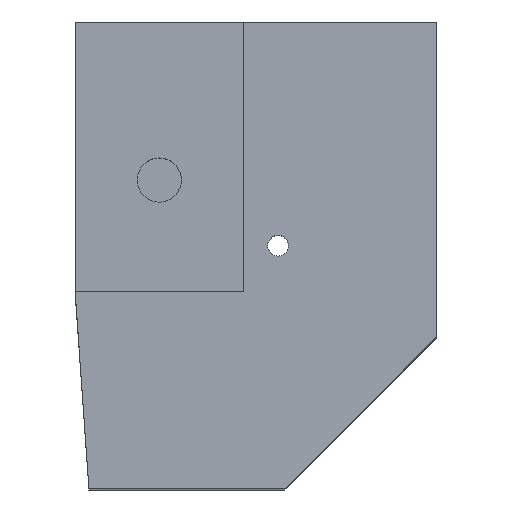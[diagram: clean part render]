
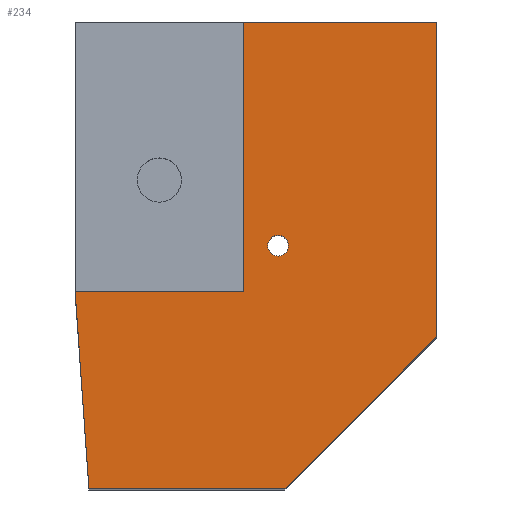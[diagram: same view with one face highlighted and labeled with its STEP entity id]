
A CAD part, top view. The second image highlights one B-rep face of the part: STEP entity #234.
In plain terms, the highlighted planar face has unit normal (0, 0, 1).
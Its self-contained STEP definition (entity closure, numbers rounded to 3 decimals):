
#24 = VERTEX_POINT('',#25);
#25 = CARTESIAN_POINT('',(-11.,0.,47.945));
#40 = VERTEX_POINT('',#41);
#41 = CARTESIAN_POINT('',(0.,11.,47.945));
#47 = EDGE_CURVE('',#24,#40,#48,.T.);
#48 = LINE('',#49,#50);
#49 = CARTESIAN_POINT('',(-11.,0.,47.945));
#50 = VECTOR('',#51,1.);
#51 = DIRECTION('',(0.707,0.707,0.));
#70 = EDGE_CURVE('',#24,#71,#73,.T.);
#71 = VERTEX_POINT('',#72);
#72 = CARTESIAN_POINT('',(-25.2,0.,47.945));
#73 = LINE('',#74,#75);
#74 = CARTESIAN_POINT('',(-23.84,0.,47.945));
#75 = VECTOR('',#76,1.);
#76 = DIRECTION('',(-1.,-0.,-0.));
#184 = VERTEX_POINT('',#185);
#185 = CARTESIAN_POINT('',(0.,33.8,47.945));
#191 = EDGE_CURVE('',#40,#184,#192,.T.);
#192 = LINE('',#193,#194);
#193 = CARTESIAN_POINT('',(0.,11.,47.945));
#194 = VECTOR('',#195,1.);
#195 = DIRECTION('',(0.,1.,0.));
#234 = ADVANCED_FACE('',(#235,#270),#281,.T.);
#235 = FACE_BOUND('',#236,.T.);
#236 = EDGE_LOOP('',(#237,#238,#239,#240,#248,#256,#264));
#237 = ORIENTED_EDGE('',*,*,#70,.F.);
#238 = ORIENTED_EDGE('',*,*,#47,.T.);
#239 = ORIENTED_EDGE('',*,*,#191,.T.);
#240 = ORIENTED_EDGE('',*,*,#241,.T.);
#241 = EDGE_CURVE('',#184,#242,#244,.T.);
#242 = VERTEX_POINT('',#243);
#243 = CARTESIAN_POINT('',(-14.01,33.8,47.945));
#244 = LINE('',#245,#246);
#245 = CARTESIAN_POINT('',(-13.79,33.8,47.945));
#246 = VECTOR('',#247,1.);
#247 = DIRECTION('',(-1.,0.,0.));
#248 = ORIENTED_EDGE('',*,*,#249,.T.);
#249 = EDGE_CURVE('',#242,#250,#252,.T.);
#250 = VERTEX_POINT('',#251);
#251 = CARTESIAN_POINT('',(-14.01,14.265,47.945));
#252 = LINE('',#253,#254);
#253 = CARTESIAN_POINT('',(-14.01,25.942,47.945));
#254 = VECTOR('',#255,1.);
#255 = DIRECTION('',(0.,-1.,0.));
#256 = ORIENTED_EDGE('',*,*,#257,.T.);
#257 = EDGE_CURVE('',#250,#258,#260,.T.);
#258 = VERTEX_POINT('',#259);
#259 = CARTESIAN_POINT('',(-26.2,14.265,47.945));
#260 = LINE('',#261,#262);
#261 = CARTESIAN_POINT('',(-13.873,14.265,47.945));
#262 = VECTOR('',#263,1.);
#263 = DIRECTION('',(-1.,0.,0.));
#264 = ORIENTED_EDGE('',*,*,#265,.T.);
#265 = EDGE_CURVE('',#258,#71,#266,.T.);
#266 = LINE('',#267,#268);
#267 = CARTESIAN_POINT('',(-26.2,14.265,47.945));
#268 = VECTOR('',#269,1.);
#269 = DIRECTION('',(0.07,-0.998,0.));
#270 = FACE_BOUND('',#271,.T.);
#271 = EDGE_LOOP('',(#272));
#272 = ORIENTED_EDGE('',*,*,#273,.T.);
#273 = EDGE_CURVE('',#274,#274,#276,.T.);
#274 = VERTEX_POINT('',#275);
#275 = CARTESIAN_POINT('',(-10.75,17.6,47.945));
#276 = CIRCLE('',#277,0.75);
#277 = AXIS2_PLACEMENT_3D('',#278,#279,#280);
#278 = CARTESIAN_POINT('',(-11.5,17.6,47.945));
#279 = DIRECTION('',(0.,0.,-1.));
#280 = DIRECTION('',(1.,0.,0.));
#281 = PLANE('',#282);
#282 = AXIS2_PLACEMENT_3D('',#283,#284,#285);
#283 = CARTESIAN_POINT('',(-11.967,15.983,47.945));
#284 = DIRECTION('',(0.,0.,1.));
#285 = DIRECTION('',(1.,0.,0.));
